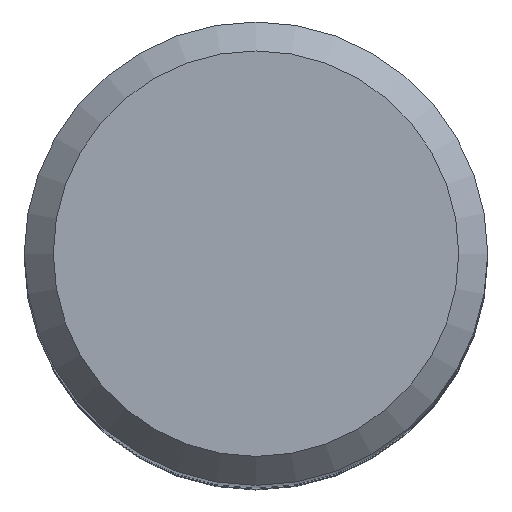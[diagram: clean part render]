
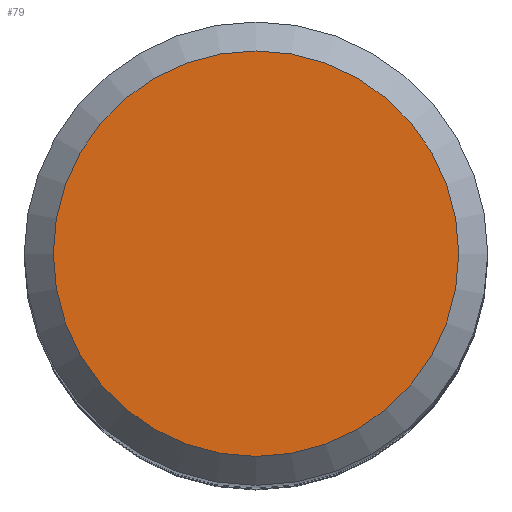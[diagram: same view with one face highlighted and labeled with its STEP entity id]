
A CAD part, top view. The second image highlights one B-rep face of the part: STEP entity #79.
In plain terms, the highlighted planar face has unit normal (0, 0, 1).
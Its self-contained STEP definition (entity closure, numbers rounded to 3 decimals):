
#22 = DIRECTION ( 'NONE',  ( 0., 0., -1. ) ) ;
#46 = EDGE_LOOP ( 'NONE', ( #71 ) ) ;
#54 = PLANE ( 'NONE',  #240 ) ;
#71 = ORIENTED_EDGE ( 'NONE', *, *, #219, .F. ) ;
#79 = ADVANCED_FACE ( 'NONE', ( #239 ), #54, .F. ) ;
#91 = DIRECTION ( 'NONE',  ( 0., 1., 0. ) ) ;
#116 = DIRECTION ( 'NONE',  ( 0., 0., -1. ) ) ;
#135 = DIRECTION ( 'NONE',  ( 0., 1., 0. ) ) ;
#157 = CARTESIAN_POINT ( 'NONE',  ( 0., 7., 92. ) ) ;
#170 = AXIS2_PLACEMENT_3D ( 'NONE', #242, #22, #135 ) ;
#202 = VERTEX_POINT ( 'NONE', #157 ) ;
#217 = CARTESIAN_POINT ( 'NONE',  ( 0., 0., 92. ) ) ;
#219 = EDGE_CURVE ( 'NONE', #202, #202, #248, .T. ) ;
#239 = FACE_OUTER_BOUND ( 'NONE', #46, .T. ) ;
#240 = AXIS2_PLACEMENT_3D ( 'NONE', #217, #116, #91 ) ;
#242 = CARTESIAN_POINT ( 'NONE',  ( 0., 0., 92. ) ) ;
#248 = CIRCLE ( 'NONE', #170, 7. ) ;
